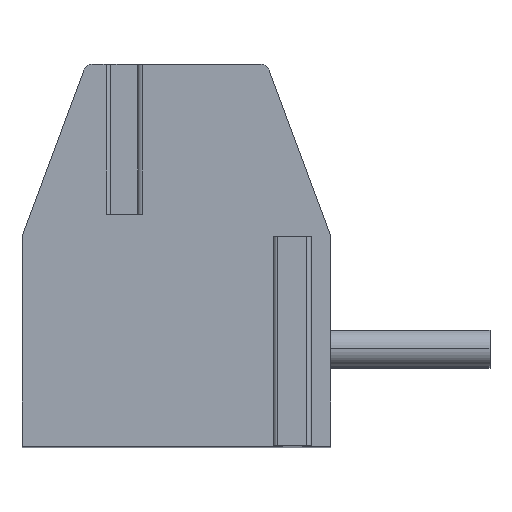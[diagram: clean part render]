
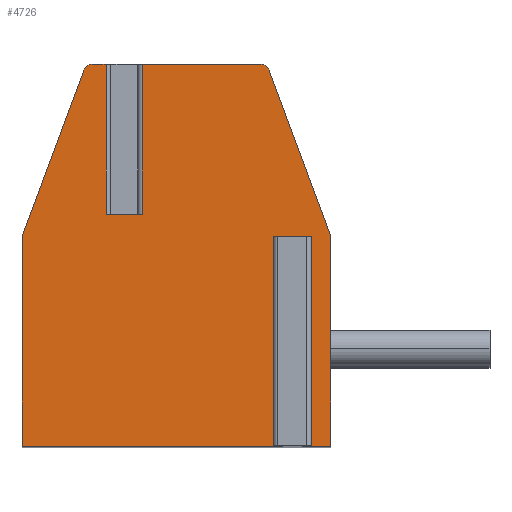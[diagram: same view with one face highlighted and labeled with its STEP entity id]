
A CAD part, top view. The second image highlights one B-rep face of the part: STEP entity #4726.
In plain terms, the highlighted planar face has unit normal (0, 0, 1).
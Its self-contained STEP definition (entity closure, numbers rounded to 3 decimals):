
#13=DIRECTION('',(1.,0.,0.));
#14=VECTOR('',#13,0.796);
#15=CARTESIAN_POINT('',(-1.548,0.9,19.25));
#16=LINE('',#15,#14);
#17=DIRECTION('',(0.,1.,0.));
#18=VECTOR('',#17,3.3);
#19=CARTESIAN_POINT('',(-0.752,0.9,19.25));
#20=LINE('',#19,#18);
#21=DIRECTION('',(-1.,0.,0.));
#22=VECTOR('',#21,2.603);
#23=CARTESIAN_POINT('',(1.851,4.2,19.25));
#24=LINE('',#23,#22);
#25=CARTESIAN_POINT('',(1.851,4.,19.25));
#26=DIRECTION('',(0.,0.,1.));
#27=DIRECTION('',(0.938,0.348,0.));
#28=AXIS2_PLACEMENT_3D('',#25,#26,#27);
#30=DIRECTION('',(-0.348,0.938,0.));
#31=VECTOR('',#30,3.914);
#32=CARTESIAN_POINT('',(3.4,0.4,19.25));
#33=LINE('',#32,#31);
#34=DIRECTION('',(0.,1.,0.));
#35=VECTOR('',#34,4.6);
#36=CARTESIAN_POINT('',(3.4,-4.2,19.25));
#37=LINE('',#36,#35);
#38=DIRECTION('',(1.,0.,0.));
#39=VECTOR('',#38,0.634);
#40=CARTESIAN_POINT('',(2.766,-4.2,19.25));
#41=LINE('',#40,#39);
#42=DIRECTION('',(0.,1.,0.));
#43=VECTOR('',#42,4.6);
#44=CARTESIAN_POINT('',(2.766,-4.2,19.25));
#45=LINE('',#44,#43);
#46=DIRECTION('',(-1.,0.,0.));
#47=VECTOR('',#46,0.43);
#48=CARTESIAN_POINT('',(2.766,0.4,19.25));
#49=LINE('',#48,#47);
#50=DIRECTION('',(0.,1.,0.));
#51=VECTOR('',#50,4.6);
#52=CARTESIAN_POINT('',(2.336,-4.2,19.25));
#53=LINE('',#52,#51);
#54=DIRECTION('',(1.,0.,0.));
#55=VECTOR('',#54,5.736);
#56=CARTESIAN_POINT('',(-3.4,-4.2,19.25));
#57=LINE('',#56,#55);
#58=DIRECTION('',(0.,-1.,0.));
#59=VECTOR('',#58,4.6);
#60=CARTESIAN_POINT('',(-3.4,0.4,19.25));
#61=LINE('',#60,#59);
#62=DIRECTION('',(-0.348,-0.938,0.));
#63=VECTOR('',#62,3.914);
#64=CARTESIAN_POINT('',(-2.038,4.07,19.25));
#65=LINE('',#64,#63);
#66=CARTESIAN_POINT('',(-1.851,4.,19.25));
#67=DIRECTION('',(0.,0.,1.));
#68=DIRECTION('',(0.,1.,0.));
#69=AXIS2_PLACEMENT_3D('',#66,#67,#68);
#71=DIRECTION('',(-1.,0.,0.));
#72=VECTOR('',#71,0.303);
#73=CARTESIAN_POINT('',(-1.548,4.2,19.25));
#74=LINE('',#73,#72);
#75=DIRECTION('',(0.,1.,0.));
#76=VECTOR('',#75,3.3);
#77=CARTESIAN_POINT('',(-1.548,0.9,19.25));
#78=LINE('',#77,#76);
#3689=CARTESIAN_POINT('',(-1.851,4.2,19.25));
#3690=CARTESIAN_POINT('',(-2.038,4.07,19.25));
#3691=VERTEX_POINT('',#3689);
#3692=VERTEX_POINT('',#3690);
#3693=CARTESIAN_POINT('',(-3.4,0.4,19.25));
#3694=VERTEX_POINT('',#3693);
#3695=CARTESIAN_POINT('',(-3.4,-4.2,19.25));
#3696=VERTEX_POINT('',#3695);
#3697=CARTESIAN_POINT('',(3.4,-4.2,19.25));
#3698=CARTESIAN_POINT('',(3.4,0.4,19.25));
#3699=VERTEX_POINT('',#3697);
#3700=VERTEX_POINT('',#3698);
#3701=CARTESIAN_POINT('',(2.038,4.07,19.25));
#3702=VERTEX_POINT('',#3701);
#3703=CARTESIAN_POINT('',(1.851,4.2,19.25));
#3704=VERTEX_POINT('',#3703);
#3745=CARTESIAN_POINT('',(2.766,0.4,19.25));
#3746=CARTESIAN_POINT('',(2.336,0.4,19.25));
#3747=VERTEX_POINT('',#3745);
#3748=VERTEX_POINT('',#3746);
#3749=CARTESIAN_POINT('',(2.336,-4.2,19.25));
#3750=VERTEX_POINT('',#3749);
#3751=CARTESIAN_POINT('',(2.766,-4.2,19.25));
#3752=VERTEX_POINT('',#3751);
#3813=CARTESIAN_POINT('',(-1.548,0.9,19.25));
#3814=CARTESIAN_POINT('',(-0.752,0.9,19.25));
#3815=VERTEX_POINT('',#3813);
#3816=VERTEX_POINT('',#3814);
#3817=CARTESIAN_POINT('',(-1.548,4.2,19.25));
#3818=VERTEX_POINT('',#3817);
#3819=CARTESIAN_POINT('',(-0.752,4.2,19.25));
#3820=VERTEX_POINT('',#3819);
#4687=CARTESIAN_POINT('',(0.,0.,19.25));
#4688=DIRECTION('',(0.,0.,1.));
#4689=DIRECTION('',(1.,0.,0.));
#4690=AXIS2_PLACEMENT_3D('',#4687,#4688,#4689);
#4691=PLANE('',#4690);
#4693=ORIENTED_EDGE('',*,*,#4692,.T.);
#4695=ORIENTED_EDGE('',*,*,#4694,.T.);
#4697=ORIENTED_EDGE('',*,*,#4696,.F.);
#4699=ORIENTED_EDGE('',*,*,#4698,.F.);
#4701=ORIENTED_EDGE('',*,*,#4700,.F.);
#4703=ORIENTED_EDGE('',*,*,#4702,.F.);
#4705=ORIENTED_EDGE('',*,*,#4704,.F.);
#4707=ORIENTED_EDGE('',*,*,#4706,.T.);
#4709=ORIENTED_EDGE('',*,*,#4708,.T.);
#4711=ORIENTED_EDGE('',*,*,#4710,.F.);
#4713=ORIENTED_EDGE('',*,*,#4712,.F.);
#4715=ORIENTED_EDGE('',*,*,#4714,.F.);
#4717=ORIENTED_EDGE('',*,*,#4716,.F.);
#4719=ORIENTED_EDGE('',*,*,#4718,.F.);
#4721=ORIENTED_EDGE('',*,*,#4720,.F.);
#4723=ORIENTED_EDGE('',*,*,#4722,.F.);
#4724=EDGE_LOOP('',(#4693,#4695,#4697,#4699,#4701,#4703,#4705,#4707,#4709,#4711,
#4713,#4715,#4717,#4719,#4721,#4723));
#4725=FACE_OUTER_BOUND('',#4724,.F.);
#29=CIRCLE('',#28,0.2);
#70=CIRCLE('',#69,0.2);
#4692=EDGE_CURVE('',#3815,#3816,#16,.T.);
#4694=EDGE_CURVE('',#3816,#3820,#20,.T.);
#4696=EDGE_CURVE('',#3704,#3820,#24,.T.);
#4698=EDGE_CURVE('',#3702,#3704,#29,.T.);
#4700=EDGE_CURVE('',#3700,#3702,#33,.T.);
#4702=EDGE_CURVE('',#3699,#3700,#37,.T.);
#4704=EDGE_CURVE('',#3752,#3699,#41,.T.);
#4706=EDGE_CURVE('',#3752,#3747,#45,.T.);
#4708=EDGE_CURVE('',#3747,#3748,#49,.T.);
#4710=EDGE_CURVE('',#3750,#3748,#53,.T.);
#4712=EDGE_CURVE('',#3696,#3750,#57,.T.);
#4714=EDGE_CURVE('',#3694,#3696,#61,.T.);
#4716=EDGE_CURVE('',#3692,#3694,#65,.T.);
#4718=EDGE_CURVE('',#3691,#3692,#70,.T.);
#4720=EDGE_CURVE('',#3818,#3691,#74,.T.);
#4722=EDGE_CURVE('',#3815,#3818,#78,.T.);
#4726=ADVANCED_FACE('',(#4725),#4691,.T.);
